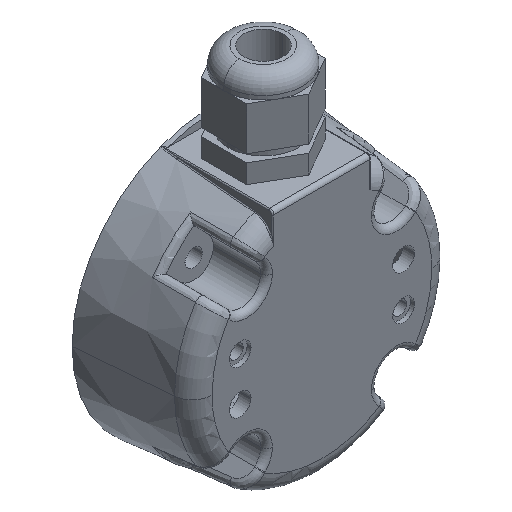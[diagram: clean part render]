
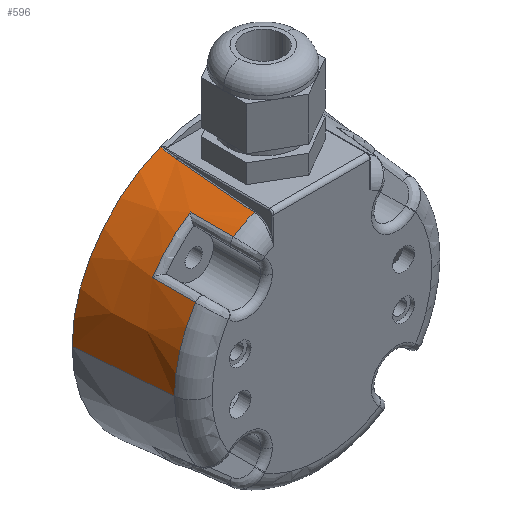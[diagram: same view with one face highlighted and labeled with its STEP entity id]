
A CAD part, isometric view. The second image highlights one B-rep face of the part: STEP entity #596.
In plain terms, the highlighted conical face has half-angle 5 degrees and reference radius 35 mm.
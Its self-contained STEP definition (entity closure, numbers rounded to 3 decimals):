
#596=ADVANCED_FACE('NONE',(#1212),#1213,.T.);
#1212=FACE_OUTER_BOUND('',#4258,.T.);
#1213=CONICAL_SURFACE('',#4259,35.,0.087);
#4258=EDGE_LOOP('',(#5896,#5897,#5898,#5899,#5900,#5901,#5902,#5903,#5904));
#4259=AXIS2_PLACEMENT_3D('',#5905,#5906,#5907);
#5896=ORIENTED_EDGE('',*,*,#5981,.F.);
#5897=ORIENTED_EDGE('',*,*,#6535,.T.);
#5898=ORIENTED_EDGE('',*,*,#6538,.T.);
#5899=ORIENTED_EDGE('',*,*,#6540,.T.);
#5900=ORIENTED_EDGE('',*,*,#6543,.T.);
#5901=ORIENTED_EDGE('',*,*,#6545,.T.);
#5902=ORIENTED_EDGE('',*,*,#6548,.T.);
#5903=ORIENTED_EDGE('',*,*,#6551,.T.);
#5904=ORIENTED_EDGE('',*,*,#6554,.T.);
#5905=CARTESIAN_POINT('',(35.,28.5,35.));
#5906=DIRECTION('',(-0.0,1.0,-0.0));
#5907=DIRECTION('',(1.0,0.0,0.0));
#5981=EDGE_CURVE('NONE',#6579,#6703,#6704,.T.);
#6535=EDGE_CURVE('NONE',#6579,#7279,#7500,.T.);
#6538=EDGE_CURVE('NONE',#7279,#7502,#7504,.T.);
#6540=EDGE_CURVE('NONE',#7502,#7506,#7507,.T.);
#6543=EDGE_CURVE('NONE',#7506,#7300,#7510,.T.);
#6545=EDGE_CURVE('NONE',#7300,#7310,#7512,.T.);
#6548=EDGE_CURVE('NONE',#7310,#7514,#7516,.T.);
#6551=EDGE_CURVE('NONE',#7514,#7518,#7520,.T.);
#6554=EDGE_CURVE('NONE',#7518,#6703,#7523,.T.);
#6579=VERTEX_POINT('NONE',#7548);
#6703=VERTEX_POINT('NONE',#8144);
#6704=LINE('',#8145,#8146);
#7279=VERTEX_POINT('NONE',#9474);
#7300=VERTEX_POINT('NONE',#9560);
#7310=VERTEX_POINT('NONE',#9654);
#7500=CIRCLE('',#10325,32.906);
#7502=VERTEX_POINT('NONE',#10327);
#7504=B_SPLINE_CURVE_WITH_KNOTS('',3,(#10363,#10364,#10365,#10366),.UNSPECIFIED.,.F.,.F.,(4,4),(0.0,1.0),.UNSPECIFIED.);
#7506=VERTEX_POINT('NONE',#10368);
#7507=CIRCLE('',#10369,33.807);
#7510=B_SPLINE_CURVE_WITH_KNOTS('',3,(#10406,#10407,#10408,#10409),.UNSPECIFIED.,.F.,.F.,(4,4),(0.0,1.0),.UNSPECIFIED.);
#7512=CIRCLE('',#10411,32.906);
#7514=VERTEX_POINT('NONE',#10413);
#7516=B_SPLINE_CURVE_WITH_KNOTS('',3,(#10421,#10422,#10423,#10424),.UNSPECIFIED.,.F.,.F.,(4,4),(0.0,1.),.UNSPECIFIED.);
#7518=VERTEX_POINT('NONE',#10426);
#7520=B_SPLINE_CURVE_WITH_KNOTS('',3,(#10437,#10438,#10439,#10440,#10441,#10442,#10443,#10444,#10445,#10446,#10447,#10448,#10449,#10450,#10451,#10452,#10453,#10454,#10455,#10456,#10457,#10458,#10459,#10460),.UNSPECIFIED.,.F.,.F.,(4,1,1,1,1,1,1,2,2,1,1,1,1,1,1,2,2,4),(0.0,0.25,0.375,0.437,0.469,0.484,0.492,0.496,0.5,0.625,0.687,0.719,0.734,0.742,0.746,0.748,0.75,1.0),.UNSPECIFIED.);
#7523=CIRCLE('',#10472,35.);
#7548=CARTESIAN_POINT('',(2.094,4.564,35.));
#8144=CARTESIAN_POINT('',(0.,28.5,35.));
#8145=CARTESIAN_POINT('',(0.,28.5,35.));
#8146=VECTOR('',#10808,1000.0);
#9474=CARTESIAN_POINT('',(7.421,4.564,52.95));
#9560=CARTESIAN_POINT('',(17.05,4.564,62.579));
#9654=CARTESIAN_POINT('',(22.315,4.564,65.363));
#10325=AXIS2_PLACEMENT_3D('',#11361,#11362,#11363);
#10327=CARTESIAN_POINT('',(6.774,14.869,53.608));
#10363=CARTESIAN_POINT('',(7.421,4.564,52.95));
#10364=CARTESIAN_POINT('',(7.208,7.949,53.166));
#10365=CARTESIAN_POINT('',(6.993,11.384,53.386));
#10366=CARTESIAN_POINT('',(6.774,14.869,53.608));
#10368=CARTESIAN_POINT('',(16.392,14.869,63.226));
#10369=AXIS2_PLACEMENT_3D('',#11364,#11365,#11366);
#10406=CARTESIAN_POINT('',(16.392,14.869,63.226));
#10407=CARTESIAN_POINT('',(16.614,11.384,63.007));
#10408=CARTESIAN_POINT('',(16.834,7.949,62.792));
#10409=CARTESIAN_POINT('',(17.05,4.564,62.579));
#10411=AXIS2_PLACEMENT_3D('',#11367,#11368,#11369);
#10413=CARTESIAN_POINT('',(22.31,24.281,67.222));
#10421=CARTESIAN_POINT('',(22.315,4.564,65.363));
#10422=CARTESIAN_POINT('',(22.313,10.951,65.967));
#10423=CARTESIAN_POINT('',(22.311,17.524,66.587));
#10424=CARTESIAN_POINT('',(22.31,24.281,67.222));
#10426=CARTESIAN_POINT('',(22.573,28.5,67.719));
#10437=CARTESIAN_POINT('',(22.31,24.281,67.222));
#10438=CARTESIAN_POINT('',(22.309,24.68,67.259));
#10439=CARTESIAN_POINT('',(22.314,25.244,67.314));
#10440=CARTESIAN_POINT('',(22.328,25.843,67.376));
#10441=CARTESIAN_POINT('',(22.338,26.128,67.406));
#10442=CARTESIAN_POINT('',(22.343,26.267,67.422));
#10443=CARTESIAN_POINT('',(22.346,26.335,67.429));
#10444=CARTESIAN_POINT('',(22.347,26.369,67.433));
#10445=CARTESIAN_POINT('',(22.348,26.384,67.434));
#10446=CARTESIAN_POINT('',(22.348,26.393,67.435));
#10447=CARTESIAN_POINT('',(22.348,26.397,67.436));
#10448=CARTESIAN_POINT('',(22.357,26.601,67.458));
#10449=CARTESIAN_POINT('',(22.371,26.881,67.49));
#10450=CARTESIAN_POINT('',(22.391,27.18,67.526));
#10451=CARTESIAN_POINT('',(22.402,27.322,67.544));
#10452=CARTESIAN_POINT('',(22.408,27.392,67.552));
#10453=CARTESIAN_POINT('',(22.411,27.426,67.557));
#10454=CARTESIAN_POINT('',(22.412,27.443,67.559));
#10455=CARTESIAN_POINT('',(22.413,27.45,67.56));
#10456=CARTESIAN_POINT('',(22.413,27.455,67.56));
#10457=CARTESIAN_POINT('',(22.413,27.456,67.561));
#10458=CARTESIAN_POINT('',(22.457,27.959,67.625));
#10459=CARTESIAN_POINT('',(22.51,28.306,67.678));
#10460=CARTESIAN_POINT('',(22.573,28.5,67.719));
#10472=AXIS2_PLACEMENT_3D('',#11370,#11371,#11372);
#10808=DIRECTION('',(-0.087,0.996,0.));
#11361=CARTESIAN_POINT('',(35.,4.564,35.));
#11362=DIRECTION('',(0.0,1.0,0.));
#11363=DIRECTION('',(0.0,0.,-1.0));
#11364=CARTESIAN_POINT('',(35.,14.869,35.));
#11365=DIRECTION('',(0.0,1.0,0.));
#11366=DIRECTION('',(0.0,0.,-1.0));
#11367=CARTESIAN_POINT('',(35.,4.564,35.));
#11368=DIRECTION('',(0.0,1.0,0.));
#11369=DIRECTION('',(0.0,0.,-1.0));
#11370=CARTESIAN_POINT('',(35.,28.5,35.));
#11371=DIRECTION('',(0.0,-1.0,0.0));
#11372=DIRECTION('',(1.0,0.0,0.));
